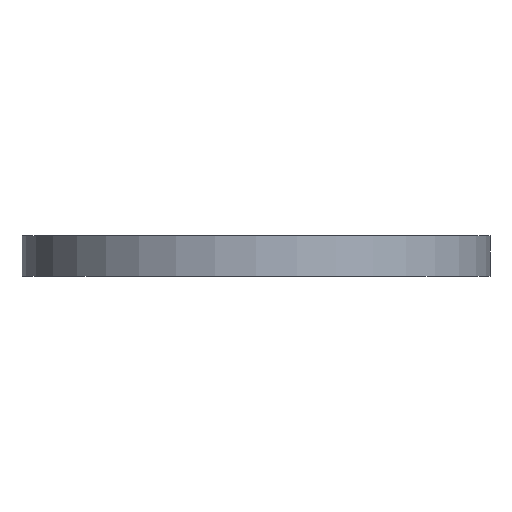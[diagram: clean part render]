
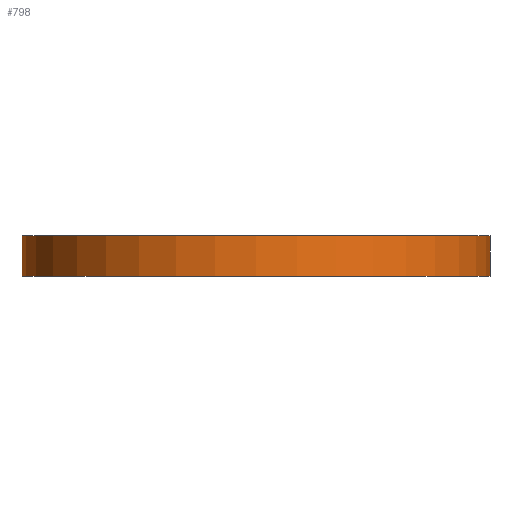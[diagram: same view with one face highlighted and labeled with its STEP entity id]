
A CAD part, front view. The second image highlights one B-rep face of the part: STEP entity #798.
In plain terms, the highlighted cylindrical face has radius 10.995 mm (diameter 21.99 mm), a full revolution.
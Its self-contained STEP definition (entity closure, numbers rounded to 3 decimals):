
#798 = ADVANCED_FACE( '', ( #1759, #1760 ), #1761, .T. );
#1759 = FACE_OUTER_BOUND( '', #6018, .T. );
#1760 = FACE_OUTER_BOUND( '', #6019, .T. );
#1761 = CYLINDRICAL_SURFACE( '', #6020, 10.995 );
#6018 = EDGE_LOOP( '', ( #10547 ) );
#6019 = EDGE_LOOP( '', ( #10548 ) );
#6020 = AXIS2_PLACEMENT_3D( '', #10549, #10550, #10551 );
#10547 = ORIENTED_EDGE( '', *, *, #12550, .T. );
#10548 = ORIENTED_EDGE( '', *, *, #12751, .F. );
#10549 = CARTESIAN_POINT( '', ( 0., 0., 0. ) );
#10550 = DIRECTION( '', ( 0., 0., 1. ) );
#10551 = DIRECTION( '', ( 1., 0., 0. ) );
#12550 = EDGE_CURVE( '', #14449, #14449, #14450, .F. );
#12751 = EDGE_CURVE( '', #14689, #14689, #14690, .T. );
#14449 = VERTEX_POINT( '', #17835 );
#14450 = CIRCLE( '', #17836, 10.995 );
#14689 = VERTEX_POINT( '', #18220 );
#14690 = CIRCLE( '', #18221, 10.995 );
#17835 = CARTESIAN_POINT( '', ( 10.995, 0., 0. ) );
#17836 = AXIS2_PLACEMENT_3D( '', #19156, #19157, #19158 );
#18220 = CARTESIAN_POINT( '', ( -10.995, 0., -1.9 ) );
#18221 = AXIS2_PLACEMENT_3D( '', #19311, #19312, #19313 );
#19156 = CARTESIAN_POINT( '', ( 0., 0., 0. ) );
#19157 = DIRECTION( '', ( 0., 0., 1. ) );
#19158 = DIRECTION( '', ( 1., 0., 0. ) );
#19311 = CARTESIAN_POINT( '', ( 0., 0., -1.9 ) );
#19312 = DIRECTION( '', ( 0., 0., -1. ) );
#19313 = DIRECTION( '', ( -1., 0., 0. ) );
